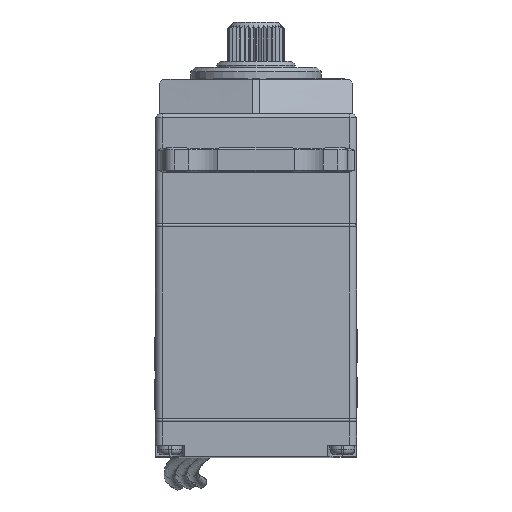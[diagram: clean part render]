
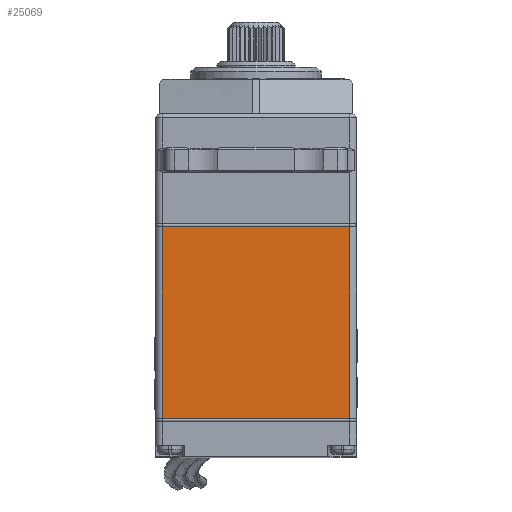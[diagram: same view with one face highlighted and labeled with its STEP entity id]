
A CAD part, top view. The second image highlights one B-rep face of the part: STEP entity #25069.
In plain terms, the highlighted planar face has unit normal (0, 0, 1).
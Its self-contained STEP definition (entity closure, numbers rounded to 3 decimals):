
#2178=FACE_OUTER_BOUND('',#3682,.T.);
#3682=EDGE_LOOP('',(#16685,#16686,#16687,#16688));
#5278=LINE('',#34596,#7850);
#5283=LINE('',#34613,#7855);
#5284=LINE('',#34616,#7856);
#5285=LINE('',#34617,#7857);
#7850=VECTOR('',#28542,10.);
#7855=VECTOR('',#28561,10.);
#7856=VECTOR('',#28564,10.);
#7857=VECTOR('',#28565,10.);
#10415=VERTEX_POINT('',#34593);
#10416=VERTEX_POINT('',#34595);
#10421=VERTEX_POINT('',#34611);
#10422=VERTEX_POINT('',#34615);
#12829=EDGE_CURVE('',#10415,#10416,#5278,.T.);
#12838=EDGE_CURVE('',#10416,#10421,#5283,.T.);
#12839=EDGE_CURVE('',#10422,#10415,#5284,.T.);
#12840=EDGE_CURVE('',#10421,#10422,#5285,.T.);
#16685=ORIENTED_EDGE('',*,*,#12838,.F.);
#16686=ORIENTED_EDGE('',*,*,#12829,.F.);
#16687=ORIENTED_EDGE('',*,*,#12839,.F.);
#16688=ORIENTED_EDGE('',*,*,#12840,.F.);
#24064=PLANE('',#26701);
#25069=ADVANCED_FACE('',(#2178),#24064,.T.);
#26701=AXIS2_PLACEMENT_3D('',#34614,#28562,#28563);
#28542=DIRECTION('',(1.,0.,0.));
#28561=DIRECTION('',(0.,-1.,0.));
#28562=DIRECTION('center_axis',(0.,0.,1.));
#28563=DIRECTION('ref_axis',(0.,-1.,0.));
#28564=DIRECTION('',(0.,1.,0.));
#28565=DIRECTION('',(-1.,0.,0.));
#34593=CARTESIAN_POINT('',(-9.8,-41.963,-24.667));
#34595=CARTESIAN_POINT('',(9.8,-41.963,-24.667));
#34596=CARTESIAN_POINT('',(0.,-41.963,-24.667));
#34611=CARTESIAN_POINT('',(9.8,-61.963,-24.667));
#34613=CARTESIAN_POINT('',(9.8,-46.963,-24.667));
#34614=CARTESIAN_POINT('Origin',(0.,-41.963,-24.667));
#34615=CARTESIAN_POINT('',(-9.8,-61.963,-24.667));
#34616=CARTESIAN_POINT('',(-9.8,-46.963,-24.667));
#34617=CARTESIAN_POINT('',(0.,-61.963,-24.667));
